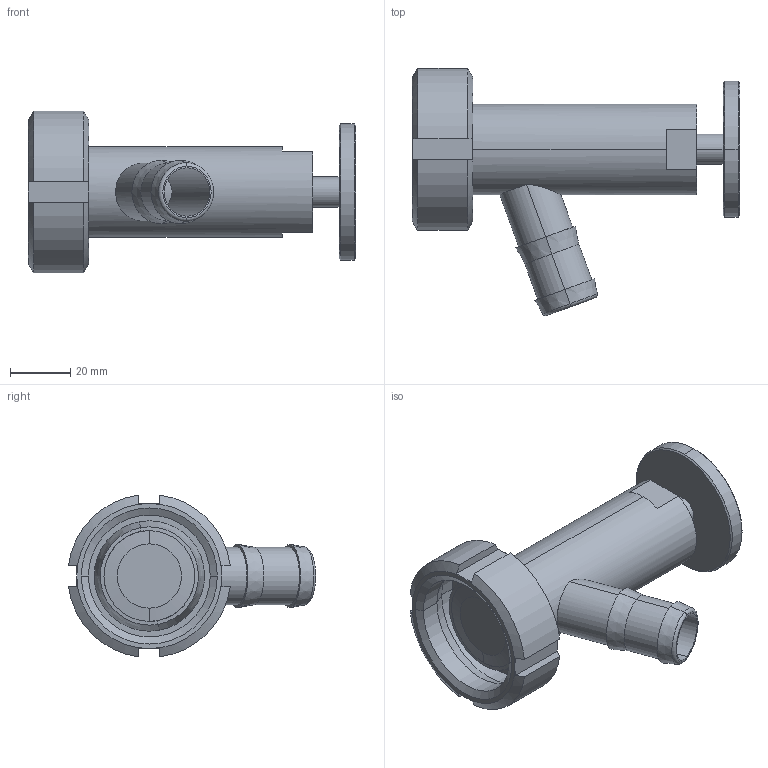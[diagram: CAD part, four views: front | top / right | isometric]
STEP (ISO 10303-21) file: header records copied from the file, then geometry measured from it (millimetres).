
FILE_DESCRIPTION (( 'STEP AP214' ), '1' );
FILE_NAME ('6010015000-xxx.STEP', '2018-04-03T08:55:42', ( '' ), ( '' ), 'SwSTEP 2.0', 'SolidWorks 2017', '' );
FILE_SCHEMA (( 'AUTOMOTIVE_DESIGN' ));
Length unit declared in the file: millimetre
Products named in the file (1): 6010015000-xxx
Bounding box: 108.25 x 81.76 x 53.54 mm (x, y, z)
Volume: 91904.4 mm3; surface area: 27705.3 mm2
Topology: 2 solids, 2 shells, 78 faces, 178 edges, 112 vertices
Faces by surface type: plane 29, cylinder 25, cone 22, torus 2
Entity records: 2467 total; most frequent: CARTESIAN_POINT 659, DIRECTION 380, ORIENTED_EDGE 356, EDGE_CURVE 178, AXIS2_PLACEMENT_3D 157, VERTEX_POINT 112, EDGE_LOOP 88, CIRCLE 78
